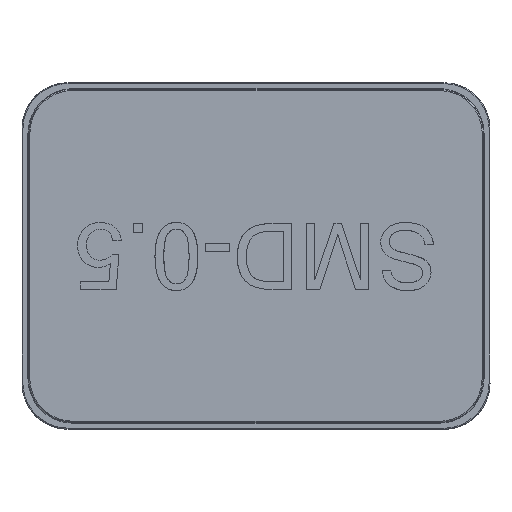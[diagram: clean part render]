
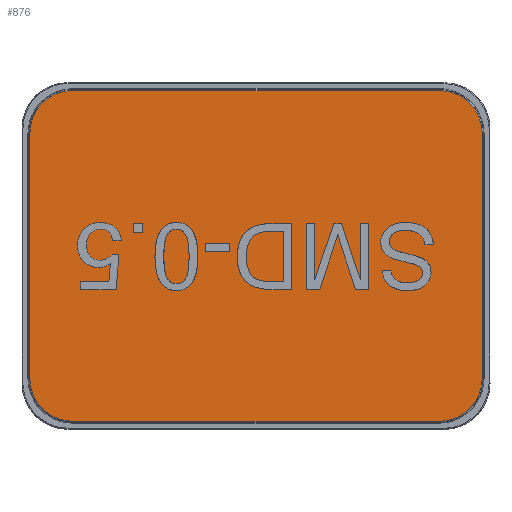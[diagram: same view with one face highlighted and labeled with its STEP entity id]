
A CAD part, top view. The second image highlights one B-rep face of the part: STEP entity #876.
In plain terms, the highlighted face is planar.
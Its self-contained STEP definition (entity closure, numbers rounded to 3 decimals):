
#876=ADVANCED_FACE('',(#2927),#2929,.F.);
#2927=FACE_BOUND('',#2928,.T.);
#2928=EDGE_LOOP('',(#4600,#4601,#4602,#4603,#4604,#4605,#4606,#4607));
#2929=PLANE('',#2930);
#2930=AXIS2_PLACEMENT_3D('',#2931,#2932,#2933);
#2931=CARTESIAN_POINT('',(0.,0.,0.));
#2932=DIRECTION('',(0.,0.,1.));
#2933=DIRECTION('',(1.,0.,-0.));
#4600=ORIENTED_EDGE('',*,*,#5646,.F.);
#4601=ORIENTED_EDGE('',*,*,#5644,.F.);
#4602=ORIENTED_EDGE('',*,*,#5642,.F.);
#4603=ORIENTED_EDGE('',*,*,#5655,.F.);
#4604=ORIENTED_EDGE('',*,*,#5653,.F.);
#4605=ORIENTED_EDGE('',*,*,#5651,.F.);
#4606=ORIENTED_EDGE('',*,*,#5649,.F.);
#4607=ORIENTED_EDGE('',*,*,#5647,.F.);
#5642=EDGE_CURVE('',#6262,#6260,#6264,.T.);
#5644=EDGE_CURVE('',#6260,#6265,#6267,.T.);
#5646=EDGE_CURVE('',#6265,#6268,#6270,.T.);
#5647=EDGE_CURVE('',#6268,#6271,#6272,.T.);
#5649=EDGE_CURVE('',#6271,#6274,#6275,.T.);
#5651=EDGE_CURVE('',#6274,#6277,#6278,.T.);
#5653=EDGE_CURVE('',#6277,#6280,#6281,.T.);
#5655=EDGE_CURVE('',#6280,#6262,#6283,.T.);
#6260=VERTEX_POINT('',#7584);
#6262=VERTEX_POINT('',#7589);
#6264=LINE('',#7594,#7595);
#6265=VERTEX_POINT('',#7597);
#6267=B_SPLINE_CURVE_WITH_KNOTS('',3,
(#7602,#7603,#7604,#7605,#7606,#7607,#7608,#7609,#7610,#7611,#7612,#7613,#7614,#7615,
#7616,#7617,#7618,#7619,#7620,#7621,#7622,#7623,#7624,#7625,#7626,#7627,#7628,#7629),
.UNSPECIFIED.,.F.,.F.,
(4,2,2,2,2,2,2,2,2,2,2,2,2,4),
(0.,0.089,0.174,0.255,0.334,0.411,
0.487,0.563,0.639,0.716,0.795,
0.875,0.958,1.),
.UNSPECIFIED.);
#6268=VERTEX_POINT('',#7630);
#6270=LINE('',#7635,#7636);
#6271=VERTEX_POINT('',#7638);
#6272=B_SPLINE_CURVE_WITH_KNOTS('',3,
(#7639,#7640,#7641,#7642,#7643,#7644,#7645,#7646,#7647,#7648,#7649,#7650,#7651,#7652,
#7653,#7654,#7655,#7656,#7657,#7658,#7659,#7660,#7661,#7662,#7663,#7664,#7665,#7666),
.UNSPECIFIED.,.F.,.F.,
(4,2,2,2,2,2,2,2,2,2,2,2,2,4),
(0.,0.089,0.174,0.255,0.334,0.411,
0.487,0.563,0.639,0.716,0.795,
0.875,0.958,1.),
.UNSPECIFIED.);
#6274=VERTEX_POINT('',#7671);
#6275=LINE('',#7672,#7673);
#6277=VERTEX_POINT('',#7679);
#6278=B_SPLINE_CURVE_WITH_KNOTS('',3,
(#7680,#7681,#7682,#7683,#7684,#7685,#7686,#7687,#7688,#7689,#7690,#7691,#7692,#7693,
#7694,#7695,#7696,#7697,#7698,#7699,#7700,#7701,#7702,#7703,#7704,#7705,#7706,#7707),
.UNSPECIFIED.,.F.,.F.,
(4,2,2,2,2,2,2,2,2,2,2,2,2,4),
(0.,0.089,0.174,0.255,0.334,0.411,
0.487,0.563,0.639,0.716,0.795,
0.875,0.958,1.),
.UNSPECIFIED.);
#6280=VERTEX_POINT('',#7712);
#6281=LINE('',#7713,#7714);
#6283=B_SPLINE_CURVE_WITH_KNOTS('',3,
(#7720,#7721,#7722,#7723,#7724,#7725,#7726,#7727,#7728,#7729,#7730,#7731,#7732,#7733,
#7734,#7735,#7736,#7737,#7738,#7739,#7740,#7741,#7742,#7743,#7744,#7745,#7746,#7747),
.UNSPECIFIED.,.F.,.F.,
(4,2,2,2,2,2,2,2,2,2,2,2,2,4),
(0.,0.089,0.174,0.255,0.334,0.411,
0.487,0.563,0.639,0.716,0.795,
0.875,0.958,1.),
.UNSPECIFIED.);
#7584=CARTESIAN_POINT('',(-3.59,-3.98,0.));
#7589=CARTESIAN_POINT('',(-3.59,3.98,0.));
#7594=CARTESIAN_POINT('',(-3.59,3.98,0.));
#7595=VECTOR('',#7596,1.);
#7596=DIRECTION('',(0.,-1.,0.));
#7597=CARTESIAN_POINT('',(-2.66,-4.91,0.));
#7602=CARTESIAN_POINT('',(-3.59,-3.98,0.));
#7603=CARTESIAN_POINT('',(-3.589,-4.02,0.));
#7604=CARTESIAN_POINT('',(-3.588,-4.059,0.));
#7605=CARTESIAN_POINT('',(-3.577,-4.138,0.));
#7606=CARTESIAN_POINT('',(-3.57,-4.177,0.));
#7607=CARTESIAN_POINT('',(-3.549,-4.254,0.));
#7608=CARTESIAN_POINT('',(-3.537,-4.292,0.));
#7609=CARTESIAN_POINT('',(-3.507,-4.365,0.));
#7610=CARTESIAN_POINT('',(-3.49,-4.401,0.));
#7611=CARTESIAN_POINT('',(-3.452,-4.469,0.));
#7612=CARTESIAN_POINT('',(-3.43,-4.503,0.));
#7613=CARTESIAN_POINT('',(-3.384,-4.565,0.));
#7614=CARTESIAN_POINT('',(-3.358,-4.596,0.));
#7615=CARTESIAN_POINT('',(-3.304,-4.652,0.));
#7616=CARTESIAN_POINT('',(-3.275,-4.678,0.));
#7617=CARTESIAN_POINT('',(-3.215,-4.727,0.));
#7618=CARTESIAN_POINT('',(-3.183,-4.75,0.));
#7619=CARTESIAN_POINT('',(-3.118,-4.791,0.));
#7620=CARTESIAN_POINT('',(-3.083,-4.809,0.));
#7621=CARTESIAN_POINT('',(-3.013,-4.841,0.));
#7622=CARTESIAN_POINT('',(-2.977,-4.855,0.));
#7623=CARTESIAN_POINT('',(-2.904,-4.878,0.));
#7624=CARTESIAN_POINT('',(-2.866,-4.888,0.));
#7625=CARTESIAN_POINT('',(-2.791,-4.902,0.));
#7626=CARTESIAN_POINT('',(-2.753,-4.906,0.));
#7627=CARTESIAN_POINT('',(-2.697,-4.909,0.));
#7628=CARTESIAN_POINT('',(-2.679,-4.91,0.));
#7629=CARTESIAN_POINT('',(-2.66,-4.91,0.));
#7630=CARTESIAN_POINT('',(2.66,-4.91,0.));
#7635=CARTESIAN_POINT('',(-2.66,-4.91,0.));
#7636=VECTOR('',#7637,1.);
#7637=DIRECTION('',(1.,0.,0.));
#7638=CARTESIAN_POINT('',(3.59,-3.98,0.));
#7639=CARTESIAN_POINT('',(2.66,-4.91,0.));
#7640=CARTESIAN_POINT('',(2.7,-4.909,0.));
#7641=CARTESIAN_POINT('',(2.739,-4.908,0.));
#7642=CARTESIAN_POINT('',(2.818,-4.897,0.));
#7643=CARTESIAN_POINT('',(2.857,-4.89,0.));
#7644=CARTESIAN_POINT('',(2.934,-4.869,0.));
#7645=CARTESIAN_POINT('',(2.972,-4.857,0.));
#7646=CARTESIAN_POINT('',(3.045,-4.827,0.));
#7647=CARTESIAN_POINT('',(3.081,-4.81,0.));
#7648=CARTESIAN_POINT('',(3.149,-4.772,0.));
#7649=CARTESIAN_POINT('',(3.183,-4.75,0.));
#7650=CARTESIAN_POINT('',(3.245,-4.704,0.));
#7651=CARTESIAN_POINT('',(3.276,-4.678,0.));
#7652=CARTESIAN_POINT('',(3.332,-4.624,0.));
#7653=CARTESIAN_POINT('',(3.358,-4.595,0.));
#7654=CARTESIAN_POINT('',(3.407,-4.535,0.));
#7655=CARTESIAN_POINT('',(3.43,-4.503,0.));
#7656=CARTESIAN_POINT('',(3.471,-4.438,0.));
#7657=CARTESIAN_POINT('',(3.489,-4.403,0.));
#7658=CARTESIAN_POINT('',(3.521,-4.333,0.));
#7659=CARTESIAN_POINT('',(3.535,-4.297,0.));
#7660=CARTESIAN_POINT('',(3.558,-4.224,0.));
#7661=CARTESIAN_POINT('',(3.568,-4.186,0.));
#7662=CARTESIAN_POINT('',(3.582,-4.111,0.));
#7663=CARTESIAN_POINT('',(3.586,-4.073,0.));
#7664=CARTESIAN_POINT('',(3.589,-4.017,0.));
#7665=CARTESIAN_POINT('',(3.59,-3.999,0.));
#7666=CARTESIAN_POINT('',(3.59,-3.98,0.));
#7671=CARTESIAN_POINT('',(3.59,3.98,0.));
#7672=CARTESIAN_POINT('',(3.59,-3.98,0.));
#7673=VECTOR('',#7674,1.);
#7674=DIRECTION('',(0.,1.,0.));
#7679=CARTESIAN_POINT('',(2.66,4.91,0.));
#7680=CARTESIAN_POINT('',(3.59,3.98,0.));
#7681=CARTESIAN_POINT('',(3.589,4.02,0.));
#7682=CARTESIAN_POINT('',(3.588,4.059,0.));
#7683=CARTESIAN_POINT('',(3.577,4.138,0.));
#7684=CARTESIAN_POINT('',(3.57,4.177,0.));
#7685=CARTESIAN_POINT('',(3.549,4.254,0.));
#7686=CARTESIAN_POINT('',(3.537,4.292,0.));
#7687=CARTESIAN_POINT('',(3.507,4.365,0.));
#7688=CARTESIAN_POINT('',(3.49,4.401,0.));
#7689=CARTESIAN_POINT('',(3.452,4.469,0.));
#7690=CARTESIAN_POINT('',(3.43,4.503,0.));
#7691=CARTESIAN_POINT('',(3.384,4.565,0.));
#7692=CARTESIAN_POINT('',(3.358,4.596,0.));
#7693=CARTESIAN_POINT('',(3.304,4.652,0.));
#7694=CARTESIAN_POINT('',(3.275,4.678,0.));
#7695=CARTESIAN_POINT('',(3.215,4.727,0.));
#7696=CARTESIAN_POINT('',(3.183,4.75,0.));
#7697=CARTESIAN_POINT('',(3.118,4.791,0.));
#7698=CARTESIAN_POINT('',(3.083,4.809,0.));
#7699=CARTESIAN_POINT('',(3.013,4.841,0.));
#7700=CARTESIAN_POINT('',(2.977,4.855,0.));
#7701=CARTESIAN_POINT('',(2.904,4.878,0.));
#7702=CARTESIAN_POINT('',(2.866,4.888,0.));
#7703=CARTESIAN_POINT('',(2.791,4.902,0.));
#7704=CARTESIAN_POINT('',(2.753,4.906,0.));
#7705=CARTESIAN_POINT('',(2.697,4.909,0.));
#7706=CARTESIAN_POINT('',(2.679,4.91,0.));
#7707=CARTESIAN_POINT('',(2.66,4.91,0.));
#7712=CARTESIAN_POINT('',(-2.66,4.91,0.));
#7713=CARTESIAN_POINT('',(2.66,4.91,0.));
#7714=VECTOR('',#7715,1.);
#7715=DIRECTION('',(-1.,0.,0.));
#7720=CARTESIAN_POINT('',(-2.66,4.91,0.));
#7721=CARTESIAN_POINT('',(-2.7,4.909,0.));
#7722=CARTESIAN_POINT('',(-2.739,4.908,0.));
#7723=CARTESIAN_POINT('',(-2.818,4.897,0.));
#7724=CARTESIAN_POINT('',(-2.857,4.89,0.));
#7725=CARTESIAN_POINT('',(-2.934,4.869,0.));
#7726=CARTESIAN_POINT('',(-2.972,4.857,0.));
#7727=CARTESIAN_POINT('',(-3.045,4.827,0.));
#7728=CARTESIAN_POINT('',(-3.081,4.81,0.));
#7729=CARTESIAN_POINT('',(-3.149,4.772,0.));
#7730=CARTESIAN_POINT('',(-3.183,4.75,0.));
#7731=CARTESIAN_POINT('',(-3.245,4.704,0.));
#7732=CARTESIAN_POINT('',(-3.276,4.678,0.));
#7733=CARTESIAN_POINT('',(-3.332,4.624,0.));
#7734=CARTESIAN_POINT('',(-3.358,4.595,0.));
#7735=CARTESIAN_POINT('',(-3.407,4.535,0.));
#7736=CARTESIAN_POINT('',(-3.43,4.503,0.));
#7737=CARTESIAN_POINT('',(-3.471,4.438,0.));
#7738=CARTESIAN_POINT('',(-3.489,4.403,0.));
#7739=CARTESIAN_POINT('',(-3.521,4.333,0.));
#7740=CARTESIAN_POINT('',(-3.535,4.297,0.));
#7741=CARTESIAN_POINT('',(-3.558,4.224,0.));
#7742=CARTESIAN_POINT('',(-3.568,4.186,0.));
#7743=CARTESIAN_POINT('',(-3.582,4.111,0.));
#7744=CARTESIAN_POINT('',(-3.586,4.073,0.));
#7745=CARTESIAN_POINT('',(-3.589,4.017,0.));
#7746=CARTESIAN_POINT('',(-3.59,3.999,0.));
#7747=CARTESIAN_POINT('',(-3.59,3.98,0.));
